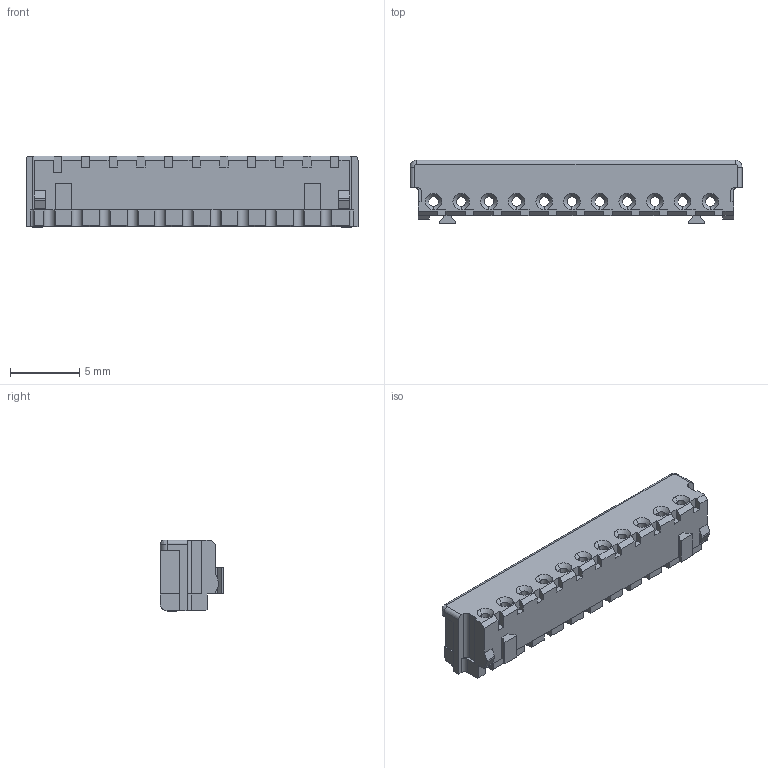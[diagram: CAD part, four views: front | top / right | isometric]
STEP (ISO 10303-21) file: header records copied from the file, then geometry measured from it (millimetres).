
FILE_DESCRIPTION((''),'2;1');
FILE_NAME('C-3-173977-1','2010-10-13T',('workeradm'),('Tyco Electronics Ltd.'),'PRO/ENGINEER BY PARAMETRIC TECHNOLOGY CORPORATION, 2009300','PRO/ENGINEER BY PARAMETRIC TECHNOLOGY CORPORATION, 2009300','');
FILE_SCHEMA(('AUTOMOTIVE_DESIGN { 1 0 10303 214 1 1 1 1 }'));
Length unit declared in the file: millimetre
Products named in the file (1): C-3-173977-1
Bounding box: 23.99 x 4.6 x 5.2 mm (x, y, z)
Volume: 277.4 mm3; surface area: 966.7 mm2
Topology: 1 solids, 1 shells, 734 faces, 2131 edges, 1399 vertices
Faces by surface type: plane 619, cylinder 91, cone 22, bspline 2
Entity records: 24217 total; most frequent: CARTESIAN_POINT 4428, ORIENTED_EDGE 4262, DIRECTION 3770, EDGE_CURVE 2131, VECTOR 1912, LINE 1912, VERTEX_POINT 1399, AXIS2_PLACEMENT_3D 929
